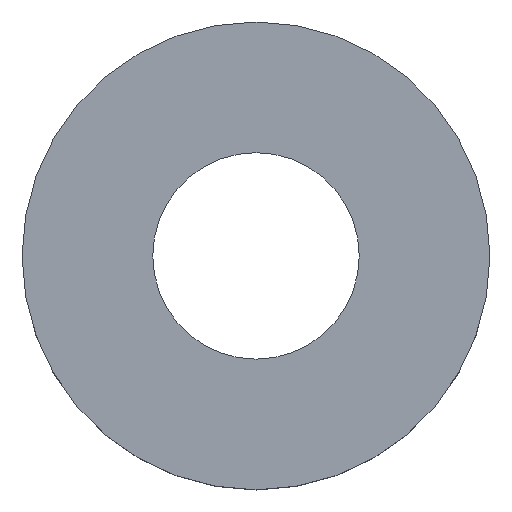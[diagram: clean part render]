
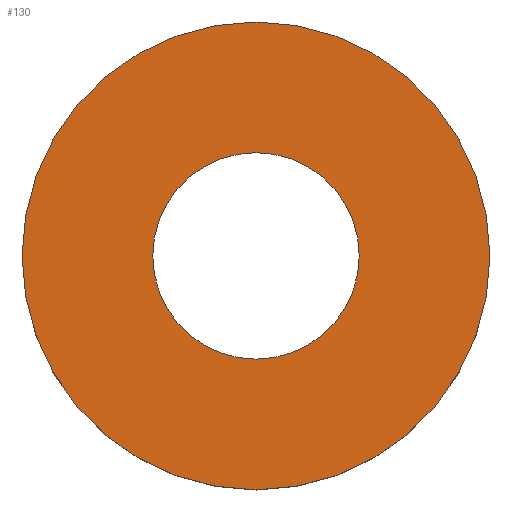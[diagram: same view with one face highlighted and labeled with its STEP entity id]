
A CAD part, top view. The second image highlights one B-rep face of the part: STEP entity #130.
In plain terms, the highlighted planar face has unit normal (0, 0, 1).
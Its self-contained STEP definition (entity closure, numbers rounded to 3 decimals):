
#16=FACE_BOUND('',#39,.T.);
#18=PLANE('',#162);
#29=FACE_OUTER_BOUND('',#38,.T.);
#38=EDGE_LOOP('',(#118));
#39=EDGE_LOOP('',(#119));
#60=CIRCLE('',#158,24.93);
#61=CIRCLE('',#160,56.5);
#70=VERTEX_POINT('',#233);
#71=VERTEX_POINT('',#237);
#85=EDGE_CURVE('',#70,#70,#60,.T.);
#87=EDGE_CURVE('',#71,#71,#61,.T.);
#118=ORIENTED_EDGE('',*,*,#87,.F.);
#119=ORIENTED_EDGE('',*,*,#85,.T.);
#130=ADVANCED_FACE('',(#29,#16),#18,.F.);
#158=AXIS2_PLACEMENT_3D('',#235,#196,#197);
#160=AXIS2_PLACEMENT_3D('',#239,#201,#202);
#162=AXIS2_PLACEMENT_3D('',#241,#205,#206);
#196=DIRECTION('center_axis',(0.,0.,
-1.));
#197=DIRECTION('ref_axis',(1.,0.,0.));
#201=DIRECTION('center_axis',(0.,0.,
-1.));
#202=DIRECTION('ref_axis',(1.,0.,0.));
#205=DIRECTION('center_axis',(0.,0.,
-1.));
#206=DIRECTION('ref_axis',(1.,0.,0.));
#233=CARTESIAN_POINT('',(-24.93,0.,-31.25));
#235=CARTESIAN_POINT('Origin',(0.,0.,
-31.25));
#237=CARTESIAN_POINT('',(-56.5,0.,-31.25));
#239=CARTESIAN_POINT('Origin',(0.,0.,
-31.25));
#241=CARTESIAN_POINT('Origin',(0.,0.,
-31.25));
